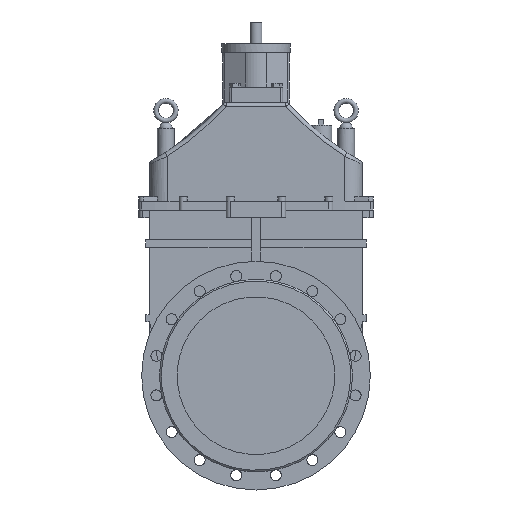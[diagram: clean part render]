
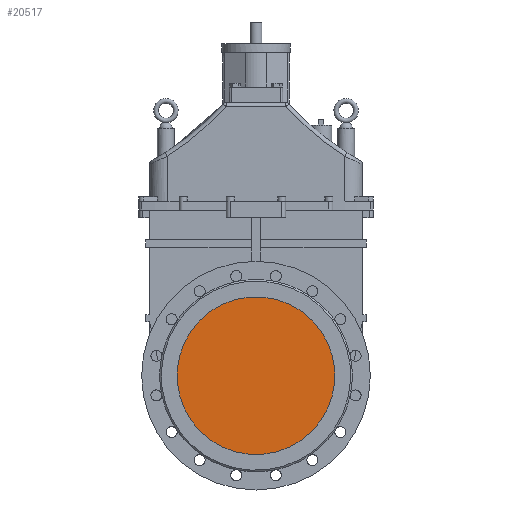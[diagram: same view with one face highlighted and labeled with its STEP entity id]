
A CAD part, left-side view. The second image highlights one B-rep face of the part: STEP entity #20517.
In plain terms, the highlighted planar face has unit normal (-1, 0, 0).
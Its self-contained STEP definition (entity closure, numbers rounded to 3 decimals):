
#20517=ADVANCED_FACE('',(#46542),#46544,.F.);
#46542=FACE_BOUND('',#46543,.T.);
#46543=EDGE_LOOP('',(#69427));
#46544=PLANE('',#46545);
#46545=AXIS2_PLACEMENT_3D('',#46546,#46547,#46548);
#46546=CARTESIAN_POINT('',(14539.159,10261.33,26408.957));
#46547=DIRECTION('',(1.,0.,0.));
#46548=DIRECTION('',(0.,0.,-1.));
#69427=ORIENTED_EDGE('',*,*,#82644,.T.);
#82644=EDGE_CURVE('',#97954,#97954,#97955,.T.);
#97954=VERTEX_POINT('',#133439);
#97955=CIRCLE('',#133440,200.);
#133439=CARTESIAN_POINT('',(14539.159,10119.909,26267.536));
#133440=AXIS2_PLACEMENT_3D('',#133441,#133442,#133443);
#133441=CARTESIAN_POINT('',(14539.159,10261.33,26408.957));
#133442=DIRECTION('',(-1.,0.,0.));
#133443=DIRECTION('',(0.,1.,0.));
